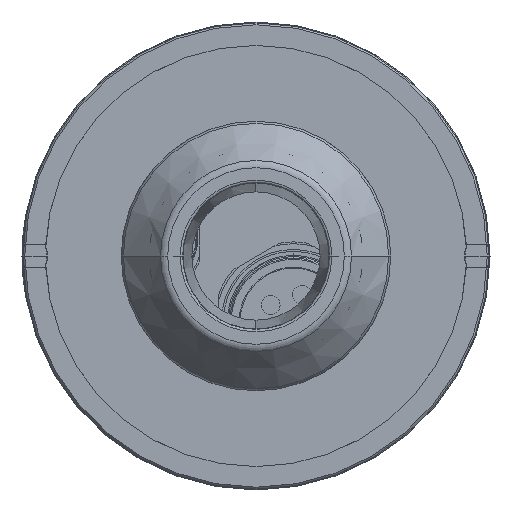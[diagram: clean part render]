
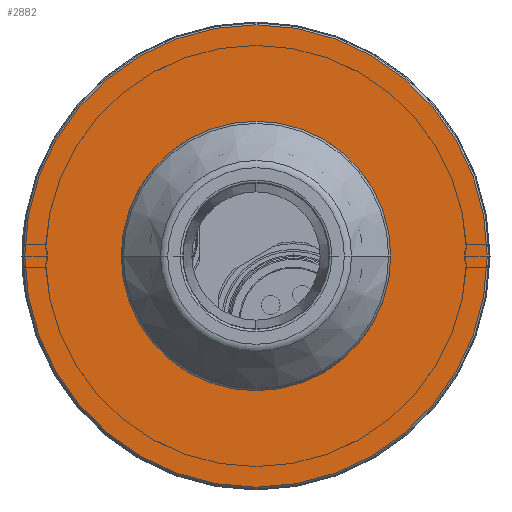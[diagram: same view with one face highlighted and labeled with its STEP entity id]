
A CAD part, left-side view. The second image highlights one B-rep face of the part: STEP entity #2882.
In plain terms, the highlighted planar face has unit normal (-1, 0, 0).
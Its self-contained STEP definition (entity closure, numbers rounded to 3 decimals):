
#909 = DIRECTION ( 'NONE',  ( 0., 0., -1. ) ) ;
#1471 = DIRECTION ( 'NONE',  ( 1., 0., 0. ) ) ;
#2545 = CIRCLE ( 'NONE', #16457, 24.7 ) ;
#2882 = ADVANCED_FACE ( 'NONE', ( #17029, #17504 ), #20856, .F. ) ;
#2911 = CARTESIAN_POINT ( 'NONE',  ( -175.3, 0., 0. ) ) ;
#2939 = VERTEX_POINT ( 'NONE', #18887 ) ;
#3010 = CARTESIAN_POINT ( 'NONE',  ( -175.3, 0., -24.7 ) ) ;
#3520 = ORIENTED_EDGE ( 'NONE', *, *, #15285, .T. ) ;
#4556 = AXIS2_PLACEMENT_3D ( 'NONE', #11522, #20857, #24207 ) ;
#5377 = CIRCLE ( 'NONE', #4556, 12.7 ) ;
#5560 = DIRECTION ( 'NONE',  ( 1., 0., 0. ) ) ;
#8316 = CIRCLE ( 'NONE', #13119, 24.7 ) ;
#8702 = CARTESIAN_POINT ( 'NONE',  ( -175.3, 0., 24.7 ) ) ;
#9771 = EDGE_CURVE ( 'NONE', #10226, #22786, #2545, .T. ) ;
#10226 = VERTEX_POINT ( 'NONE', #8702 ) ;
#11215 = ORIENTED_EDGE ( 'NONE', *, *, #9771, .T. ) ;
#11522 = CARTESIAN_POINT ( 'NONE',  ( -175.3, 0., 0. ) ) ;
#11893 = CARTESIAN_POINT ( 'NONE',  ( -175.3, 0., 12.7 ) ) ;
#12721 = EDGE_LOOP ( 'NONE', ( #3520, #11215 ) ) ;
#12928 = AXIS2_PLACEMENT_3D ( 'NONE', #18532, #1471, #14780 ) ;
#13119 = AXIS2_PLACEMENT_3D ( 'NONE', #23151, #13724, #17102 ) ;
#13724 = DIRECTION ( 'NONE',  ( -1., 0., 0. ) ) ;
#14090 = CIRCLE ( 'NONE', #12928, 12.7 ) ;
#14107 = ORIENTED_EDGE ( 'NONE', *, *, #18069, .T. ) ;
#14780 = DIRECTION ( 'NONE',  ( 0., 0., -1. ) ) ;
#14880 = AXIS2_PLACEMENT_3D ( 'NONE', #15388, #5560, #23074 ) ;
#15285 = EDGE_CURVE ( 'NONE', #22786, #10226, #8316, .T. ) ;
#15388 = CARTESIAN_POINT ( 'NONE',  ( -175.3, -24.9, 0. ) ) ;
#16457 = AXIS2_PLACEMENT_3D ( 'NONE', #2911, #23784, #909 ) ;
#16835 = EDGE_CURVE ( 'NONE', #2939, #20544, #5377, .T. ) ;
#17029 = FACE_OUTER_BOUND ( 'NONE', #12721, .T. ) ;
#17102 = DIRECTION ( 'NONE',  ( 0., 0., -1. ) ) ;
#17504 = FACE_BOUND ( 'NONE', #19806, .T. ) ;
#18069 = EDGE_CURVE ( 'NONE', #20544, #2939, #14090, .T. ) ;
#18532 = CARTESIAN_POINT ( 'NONE',  ( -175.3, 0., 0. ) ) ;
#18887 = CARTESIAN_POINT ( 'NONE',  ( -175.3, 0., -12.7 ) ) ;
#19334 = ORIENTED_EDGE ( 'NONE', *, *, #16835, .T. ) ;
#19806 = EDGE_LOOP ( 'NONE', ( #14107, #19334 ) ) ;
#20544 = VERTEX_POINT ( 'NONE', #11893 ) ;
#20856 = PLANE ( 'NONE',  #14880 ) ;
#20857 = DIRECTION ( 'NONE',  ( 1., 0., 0. ) ) ;
#22786 = VERTEX_POINT ( 'NONE', #3010 ) ;
#23074 = DIRECTION ( 'NONE',  ( 0., 0., -1. ) ) ;
#23151 = CARTESIAN_POINT ( 'NONE',  ( -175.3, 0., 0. ) ) ;
#23784 = DIRECTION ( 'NONE',  ( -1., 0., 0. ) ) ;
#24207 = DIRECTION ( 'NONE',  ( 0., 0., -1. ) ) ;
